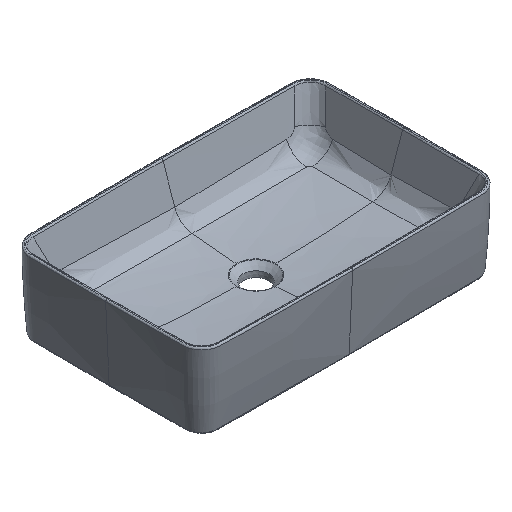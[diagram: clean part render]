
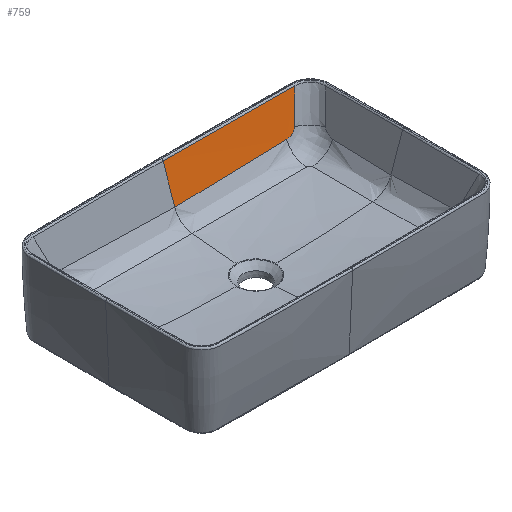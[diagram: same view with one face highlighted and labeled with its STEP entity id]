
A CAD part, isometric view. The second image highlights one B-rep face of the part: STEP entity #759.
In plain terms, the highlighted free-form (B-spline) face has degree [1, 3] with [2, 11] control points.
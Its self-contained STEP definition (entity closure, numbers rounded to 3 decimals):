
#517=LINE('',#8547,#577);
#577=VECTOR('',#4863,1.);
#759=ADVANCED_FACE('',(#1088),#1039,.T.);
#1039=B_SPLINE_SURFACE_WITH_KNOTS('',1,3,((#8551,#8552,#8553,#8554,#8555,
#8556,#8557,#8558,#8559,#8560,#8561),(#8562,#8563,#8564,#8565,#8566,#8567,
#8568,#8569,#8570,#8571,#8572)),.UNSPECIFIED.,.F.,.F.,.F.,(2,2),(4,1,1,
1,1,1,1,1,4),(0.,1.),(0.,0.4,0.6,0.7,
0.75,0.775,0.8,0.962,
1.),.UNSPECIFIED.);
#1088=FACE_OUTER_BOUND('',#1363,.T.);
#1363=EDGE_LOOP('',(#1715,#1716,#1717,#1718,#1719,#1720));
#1715=ORIENTED_EDGE('',*,*,#3448,.T.);
#1716=ORIENTED_EDGE('',*,*,#3459,.F.);
#1717=ORIENTED_EDGE('',*,*,#3460,.F.);
#1718=ORIENTED_EDGE('',*,*,#3461,.F.);
#1719=ORIENTED_EDGE('',*,*,#3462,.F.);
#1720=ORIENTED_EDGE('',*,*,#3451,.F.);
#3030=VERTEX_POINT('',#7265);
#3034=VERTEX_POINT('',#7362);
#3035=VERTEX_POINT('',#7740);
#3040=VERTEX_POINT('',#8525);
#3041=VERTEX_POINT('',#8546);
#3042=VERTEX_POINT('',#8548);
#3448=EDGE_CURVE('',#3030,#3034,#4126,.T.);
#3451=EDGE_CURVE('',#3030,#3035,#4129,.T.);
#3459=EDGE_CURVE('',#3040,#3034,#4137,.T.);
#3460=EDGE_CURVE('',#3041,#3040,#4138,.T.);
#3461=EDGE_CURVE('',#3042,#3041,#517,.T.);
#3462=EDGE_CURVE('',#3035,#3042,#4139,.T.);
#4126=B_SPLINE_CURVE_WITH_KNOTS('',3,(#7363,#7364,#7365,#7366,#7367,#7368,
#7369,#7370,#7371,#7372,#7373,#7374,#7375,#7376,#7377,#7378,#7379,#7380,
#7381),.UNSPECIFIED.,.F.,.F.,(4,2,2,2,2,2,1,2,2,4),(0.,0.25,
0.375,0.438,0.5,0.625,
0.688,0.719,0.75,1.),.UNSPECIFIED.);
#4129=B_SPLINE_CURVE_WITH_KNOTS('',3,(#7730,#7731,#7732,#7733,#7734,#7735,
#7736,#7737,#7738,#7739),.UNSPECIFIED.,.F.,.F.,(4,2,2,2,4),(0.,0.5,0.75,
0.875,1.),.UNSPECIFIED.);
#4137=B_SPLINE_CURVE_WITH_KNOTS('',3,(#8521,#8522,#8523,#8524),
 .UNSPECIFIED.,.F.,.F.,(4,4),(0.,1.),.UNSPECIFIED.);
#4138=B_SPLINE_CURVE_WITH_KNOTS('',3,(#8526,#8527,#8528,#8529,#8530,#8531,
#8532,#8533,#8534,#8535,#8536,#8537,#8538,#8539,#8540,#8541,#8542,#8543,
#8544,#8545),.UNSPECIFIED.,.F.,.F.,(4,1,1,1,1,1,1,1,1,1,1,1,1,1,1,1,1,4),
(0.,0.221,0.443,0.664,0.775,
0.885,0.913,0.941,0.955,
0.968,0.982,0.986,0.987,
0.989,0.996,0.998,0.999,
1.),.UNSPECIFIED.);
#4139=B_SPLINE_CURVE_WITH_KNOTS('',1,(#8549,#8550),.UNSPECIFIED.,.F.,.F.,
(2,2),(0.,1.),.UNSPECIFIED.);
#4863=DIRECTION('',(0.,0.324,0.946));
#7265=CARTESIAN_POINT('',(208.531,-28.493,-61.44));
#7362=CARTESIAN_POINT('',(226.488,-25.209,-51.13));
#7363=CARTESIAN_POINT('',(208.531,-28.493,-61.44));
#7364=CARTESIAN_POINT('',(210.309,-28.496,-61.378));
#7365=CARTESIAN_POINT('',(212.16,-28.422,-61.092));
#7366=CARTESIAN_POINT('',(214.901,-28.21,-60.364));
#7367=CARTESIAN_POINT('',(215.786,-28.125,-60.08));
#7368=CARTESIAN_POINT('',(217.068,-27.975,-59.59));
#7369=CARTESIAN_POINT('',(217.489,-27.921,-59.417));
#7370=CARTESIAN_POINT('',(218.315,-27.806,-59.048));
#7371=CARTESIAN_POINT('',(218.682,-27.751,-58.873));
#7372=CARTESIAN_POINT('',(219.991,-27.539,-58.199));
#7373=CARTESIAN_POINT('',(220.797,-27.384,-57.715));
#7374=CARTESIAN_POINT('',(221.907,-27.133,-56.937));
#7375=CARTESIAN_POINT('',(222.438,-27.003,-56.534));
#7376=CARTESIAN_POINT('',(222.931,-26.865,-56.112));
#7377=CARTESIAN_POINT('',(223.252,-26.772,-55.827));
#7378=CARTESIAN_POINT('',(223.385,-26.732,-55.704));
#7379=CARTESIAN_POINT('',(224.96,-26.232,-54.18));
#7380=CARTESIAN_POINT('',(225.936,-25.743,-52.712));
#7381=CARTESIAN_POINT('',(226.488,-25.209,-51.13));
#7730=CARTESIAN_POINT('',(208.531,-28.493,-61.44));
#7731=CARTESIAN_POINT('',(173.786,-28.448,-62.653));
#7732=CARTESIAN_POINT('',(139.028,-28.374,-63.445));
#7733=CARTESIAN_POINT('',(86.892,-28.425,-64.603));
#7734=CARTESIAN_POINT('',(69.514,-28.476,-65.003));
#7735=CARTESIAN_POINT('',(43.448,-28.617,-65.668));
#7736=CARTESIAN_POINT('',(34.76,-28.677,-65.907));
#7737=CARTESIAN_POINT('',(17.383,-28.799,-66.347));
#7738=CARTESIAN_POINT('',(8.694,-28.865,-66.56));
#7739=CARTESIAN_POINT('',(0.,-28.864,-66.556));
#7740=CARTESIAN_POINT('',(0.,-28.864,-66.556));
#8521=CARTESIAN_POINT('',(243.489,-8.818,-2.543));
#8522=CARTESIAN_POINT('',(237.787,-14.268,-18.731));
#8523=CARTESIAN_POINT('',(232.146,-19.741,-34.933));
#8524=CARTESIAN_POINT('',(226.488,-25.209,-51.13));
#8525=CARTESIAN_POINT('',(243.49,-8.818,-2.542));
#8526=CARTESIAN_POINT('',(0.,-6.938,-2.56));
#8527=CARTESIAN_POINT('',(17.965,-6.938,-2.56));
#8528=CARTESIAN_POINT('',(53.896,-7.,-2.56));
#8529=CARTESIAN_POINT('',(107.791,-7.277,-2.561));
#8530=CARTESIAN_POINT('',(152.702,-7.661,-2.563));
#8531=CARTESIAN_POINT('',(188.631,-8.061,-2.562));
#8532=CARTESIAN_POINT('',(208.84,-8.321,-2.564));
#8533=CARTESIAN_POINT('',(222.313,-8.508,-2.564));
#8534=CARTESIAN_POINT('',(227.926,-8.589,-2.564));
#8535=CARTESIAN_POINT('',(232.417,-8.654,-2.564));
#8536=CARTESIAN_POINT('',(235.785,-8.705,-2.565));
#8537=CARTESIAN_POINT('',(238.311,-8.743,-2.566));
#8538=CARTESIAN_POINT('',(239.855,-8.766,-2.563));
#8539=CARTESIAN_POINT('',(240.416,-8.774,-2.562));
#8540=CARTESIAN_POINT('',(241.258,-8.787,-2.559));
#8541=CARTESIAN_POINT('',(242.1,-8.799,-2.554));
#8542=CARTESIAN_POINT('',(242.942,-8.811,-2.548));
#8543=CARTESIAN_POINT('',(243.265,-8.815,-2.545));
#8544=CARTESIAN_POINT('',(243.447,-8.817,-2.542));
#8545=CARTESIAN_POINT('',(243.489,-8.818,-2.541));
#8546=CARTESIAN_POINT('',(0.,-6.938,-2.56));
#8547=CARTESIAN_POINT('',(0.,-17.634,-33.78));
#8548=CARTESIAN_POINT('',(0.,-28.33,-65.));
#8549=CARTESIAN_POINT('',(0.,-45.055,-113.815));
#8550=CARTESIAN_POINT('',(0.,-6.938,-2.56));
#8551=CARTESIAN_POINT('',(0.,-6.938,-2.56));
#8552=CARTESIAN_POINT('',(40.376,-6.938,-2.56));
#8553=CARTESIAN_POINT('',(100.941,-7.171,-2.56));
#8554=CARTESIAN_POINT('',(171.596,-7.851,-2.563));
#8555=CARTESIAN_POINT('',(206.923,-8.293,-2.562));
#8556=CARTESIAN_POINT('',(224.586,-8.54,-2.566));
#8557=CARTESIAN_POINT('',(234.679,-8.687,-2.561));
#8558=CARTESIAN_POINT('',(256.016,-9.016,-2.595));
#8559=CARTESIAN_POINT('',(278.672,-9.172,-1.272));
#8560=CARTESIAN_POINT('',(298.806,-9.311,-0.096));
#8561=CARTESIAN_POINT('',(302.65,-9.338,0.129));
#8562=CARTESIAN_POINT('',(0.,-45.055,-113.815));
#8563=CARTESIAN_POINT('',(40.303,-45.055,-113.815));
#8564=CARTESIAN_POINT('',(100.682,-45.287,-113.815));
#8565=CARTESIAN_POINT('',(171.174,-45.965,-113.817));
#8566=CARTESIAN_POINT('',(206.408,-46.406,-113.817));
#8567=CARTESIAN_POINT('',(224.053,-46.652,-113.82));
#8568=CARTESIAN_POINT('',(234.044,-46.798,-113.816));
#8569=CARTESIAN_POINT('',(256.834,-47.15,-113.851));
#8570=CARTESIAN_POINT('',(300.923,-47.6,-112.309));
#8571=CARTESIAN_POINT('',(340.102,-48.001,-110.939));
#8572=CARTESIAN_POINT('',(347.583,-48.077,-110.677));
